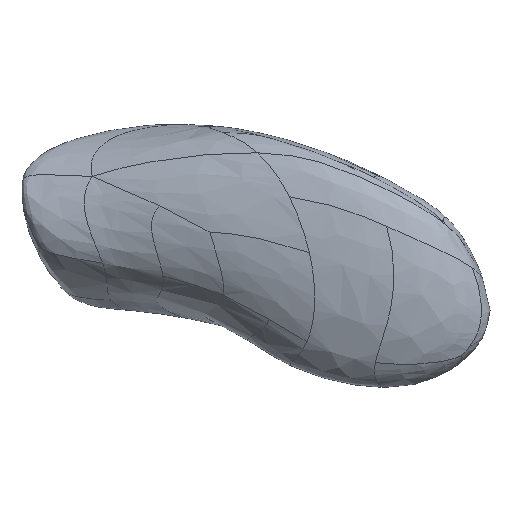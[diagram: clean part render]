
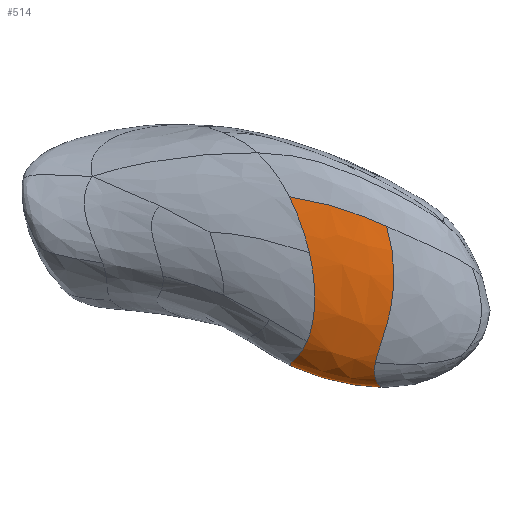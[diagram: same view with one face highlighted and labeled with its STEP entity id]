
A CAD part, left-side view. The second image highlights one B-rep face of the part: STEP entity #514.
In plain terms, the highlighted free-form (B-spline) face has degree [3, 3] with [4, 8] control points.
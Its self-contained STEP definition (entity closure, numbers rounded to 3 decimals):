
#45=FACE_OUTER_BOUND('',#76,.T.);
#76=EDGE_LOOP('',(#426,#427,#428,#429,#430,#431,#432));
#122=B_SPLINE_CURVE_WITH_KNOTS('',3,(#2446,#2447,#2448,#2449,#2450),
 .UNSPECIFIED.,.F.,.F.,(4,1,4),(-1.126,-0.75,-0.375),
 .UNSPECIFIED.);
#134=B_SPLINE_CURVE_WITH_KNOTS('',3,(#3044,#3045,#3046,#3047,#3048,#3049),
 .UNSPECIFIED.,.F.,.F.,(4,1,1,4),(0.,0.375,0.75,
1.126),.UNSPECIFIED.);
#138=B_SPLINE_CURVE_WITH_KNOTS('',3,(#3159,#3160,#3161,#3162),
 .UNSPECIFIED.,.F.,.F.,(4,4),(0.,0.75),.UNSPECIFIED.);
#141=B_SPLINE_CURVE_WITH_KNOTS('',3,(#3306,#3307,#3308,#3309),
 .UNSPECIFIED.,.F.,.F.,(4,4),(-0.375,0.),.UNSPECIFIED.);
#154=B_SPLINE_CURVE_WITH_KNOTS('',3,(#4002,#4003,#4004,#4005,#4006),
 .UNSPECIFIED.,.F.,.F.,(4,1,4),(1.126,1.876,2.251),
 .UNSPECIFIED.);
#156=B_SPLINE_CURVE_WITH_KNOTS('',3,(#4044,#4045,#4046,#4047,#4048,#4049),
 .UNSPECIFIED.,.F.,.F.,(4,1,1,4),(0.,0.375,0.75,
1.126),.UNSPECIFIED.);
#157=B_SPLINE_CURVE_WITH_KNOTS('',3,(#4050,#4051,#4052,#4053),
 .UNSPECIFIED.,.F.,.F.,(4,4),(0.375,1.126),
 .UNSPECIFIED.);
#188=VERTEX_POINT('',#2414);
#192=VERTEX_POINT('',#2441);
#201=VERTEX_POINT('',#3042);
#202=VERTEX_POINT('',#3043);
#204=VERTEX_POINT('',#3150);
#211=VERTEX_POINT('',#4001);
#212=VERTEX_POINT('',#4043);
#255=EDGE_CURVE('',#192,#188,#122,.T.);
#267=EDGE_CURVE('',#201,#202,#134,.T.);
#271=EDGE_CURVE('',#204,#201,#138,.T.);
#274=EDGE_CURVE('',#188,#204,#141,.T.);
#287=EDGE_CURVE('',#202,#211,#154,.T.);
#289=EDGE_CURVE('',#192,#212,#156,.T.);
#290=EDGE_CURVE('',#212,#211,#157,.T.);
#426=ORIENTED_EDGE('',*,*,#271,.F.);
#427=ORIENTED_EDGE('',*,*,#274,.F.);
#428=ORIENTED_EDGE('',*,*,#255,.F.);
#429=ORIENTED_EDGE('',*,*,#289,.T.);
#430=ORIENTED_EDGE('',*,*,#290,.T.);
#431=ORIENTED_EDGE('',*,*,#287,.F.);
#432=ORIENTED_EDGE('',*,*,#267,.F.);
#483=B_SPLINE_SURFACE_WITH_KNOTS('',3,3,((#4011,#4012,#4013,#4014,#4015,
#4016,#4017,#4018),(#4019,#4020,#4021,#4022,#4023,#4024,#4025,#4026),(#4027,
#4028,#4029,#4030,#4031,#4032,#4033,#4034),(#4035,#4036,#4037,#4038,#4039,
#4040,#4041,#4042)),.UNSPECIFIED.,.F.,.F.,.F.,(4,4),(4,1,1,1,1,4),(0.,0.75),
(0.,0.375,0.75,1.126,1.876,
2.251),.UNSPECIFIED.);
#514=ADVANCED_FACE('',(#45),#483,.F.);
#2414=CARTESIAN_POINT('',(193.305,173.979,-24.003));
#2441=CARTESIAN_POINT('',(196.869,174.47,-43.183));
#2446=CARTESIAN_POINT('Ctrl Pts',(196.869,174.47,-43.183));
#2447=CARTESIAN_POINT('Ctrl Pts',(195.702,173.573,-41.186));
#2448=CARTESIAN_POINT('Ctrl Pts',(193.822,172.419,-35.601));
#2449=CARTESIAN_POINT('Ctrl Pts',(193.207,173.069,-28.007));
#2450=CARTESIAN_POINT('Ctrl Pts',(193.305,173.979,-24.003));
#3042=CARTESIAN_POINT('',(193.206,157.364,-18.368));
#3043=CARTESIAN_POINT('',(196.223,159.808,-47.661));
#3044=CARTESIAN_POINT('Ctrl Pts',(193.206,157.364,-18.368));
#3045=CARTESIAN_POINT('Ctrl Pts',(192.602,156.061,-22.568));
#3046=CARTESIAN_POINT('Ctrl Pts',(192.237,155.274,-31.435));
#3047=CARTESIAN_POINT('Ctrl Pts',(193.632,157.688,-41.344));
#3048=CARTESIAN_POINT('Ctrl Pts',(195.322,159.45,-45.871));
#3049=CARTESIAN_POINT('Ctrl Pts',(196.223,159.808,-47.661));
#3150=CARTESIAN_POINT('',(194.87,178.298,-12.002));
#3159=CARTESIAN_POINT('Ctrl Pts',(194.87,178.298,-12.002));
#3160=CARTESIAN_POINT('Ctrl Pts',(193.52,168.663,-13.437));
#3161=CARTESIAN_POINT('Ctrl Pts',(193.144,162.294,-16.213));
#3162=CARTESIAN_POINT('Ctrl Pts',(193.206,157.364,-18.368));
#3306=CARTESIAN_POINT('Ctrl Pts',(193.305,173.979,-24.003));
#3307=CARTESIAN_POINT('Ctrl Pts',(193.404,174.889,-19.998));
#3308=CARTESIAN_POINT('Ctrl Pts',(193.908,176.384,-15.786));
#3309=CARTESIAN_POINT('Ctrl Pts',(194.87,178.298,-12.002));
#4001=CARTESIAN_POINT('',(205.975,156.009,-51.932));
#4002=CARTESIAN_POINT('Ctrl Pts',(196.223,159.808,-47.661));
#4003=CARTESIAN_POINT('Ctrl Pts',(198.024,160.523,-51.241));
#4004=CARTESIAN_POINT('Ctrl Pts',(201.061,158.459,-53.768));
#4005=CARTESIAN_POINT('Ctrl Pts',(204.761,156.797,-52.684));
#4006=CARTESIAN_POINT('Ctrl Pts',(205.975,156.009,-51.932));
#4011=CARTESIAN_POINT('Ctrl Pts',(194.87,178.298,-12.002));
#4012=CARTESIAN_POINT('Ctrl Pts',(193.908,176.384,-15.786));
#4013=CARTESIAN_POINT('Ctrl Pts',(192.899,173.393,-24.211));
#4014=CARTESIAN_POINT('Ctrl Pts',(193.822,172.419,-35.601));
#4015=CARTESIAN_POINT('Ctrl Pts',(197.582,174.726,-46.771));
#4016=CARTESIAN_POINT('Ctrl Pts',(204.067,180.886,-48.39));
#4017=CARTESIAN_POINT('Ctrl Pts',(207.628,174.57,-48.936));
#4018=CARTESIAN_POINT('Ctrl Pts',(208.695,171.979,-48.737));
#4019=CARTESIAN_POINT('Ctrl Pts',(193.52,168.663,-13.437));
#4020=CARTESIAN_POINT('Ctrl Pts',(192.753,167.247,-17.656));
#4021=CARTESIAN_POINT('Ctrl Pts',(192.176,165.828,-26.915));
#4022=CARTESIAN_POINT('Ctrl Pts',(193.487,166.752,-38.355));
#4023=CARTESIAN_POINT('Ctrl Pts',(197.237,170.074,-49.261));
#4024=CARTESIAN_POINT('Ctrl Pts',(202.639,173.57,-52.024));
#4025=CARTESIAN_POINT('Ctrl Pts',(206.341,168.55,-51.489));
#4026=CARTESIAN_POINT('Ctrl Pts',(207.499,166.468,-50.913));
#4027=CARTESIAN_POINT('Ctrl Pts',(193.144,162.294,-16.213));
#4028=CARTESIAN_POINT('Ctrl Pts',(192.446,160.944,-20.47));
#4029=CARTESIAN_POINT('Ctrl Pts',(191.977,159.949,-29.594));
#4030=CARTESIAN_POINT('Ctrl Pts',(193.431,161.713,-40.171));
#4031=CARTESIAN_POINT('Ctrl Pts',(197.074,165.043,-50.1));
#4032=CARTESIAN_POINT('Ctrl Pts',(201.515,164.795,-53.73));
#4033=CARTESIAN_POINT('Ctrl Pts',(205.309,161.751,-52.673));
#4034=CARTESIAN_POINT('Ctrl Pts',(206.538,160.428,-51.913));
#4035=CARTESIAN_POINT('Ctrl Pts',(193.206,157.364,-18.368));
#4036=CARTESIAN_POINT('Ctrl Pts',(192.602,156.061,-22.568));
#4037=CARTESIAN_POINT('Ctrl Pts',(192.237,155.274,-31.435));
#4038=CARTESIAN_POINT('Ctrl Pts',(193.632,157.688,-41.344));
#4039=CARTESIAN_POINT('Ctrl Pts',(197.012,161.211,-50.399));
#4040=CARTESIAN_POINT('Ctrl Pts',(201.061,158.459,-53.768));
#4041=CARTESIAN_POINT('Ctrl Pts',(204.761,156.797,-52.684));
#4042=CARTESIAN_POINT('Ctrl Pts',(205.975,156.009,-51.932));
#4043=CARTESIAN_POINT('',(208.695,171.979,-48.737));
#4044=CARTESIAN_POINT('Ctrl Pts',(196.869,174.47,-43.183));
#4045=CARTESIAN_POINT('Ctrl Pts',(198.036,175.368,-45.179));
#4046=CARTESIAN_POINT('Ctrl Pts',(200.824,177.806,-47.581));
#4047=CARTESIAN_POINT('Ctrl Pts',(205.254,178.781,-48.572));
#4048=CARTESIAN_POINT('Ctrl Pts',(207.628,174.57,-48.936));
#4049=CARTESIAN_POINT('Ctrl Pts',(208.695,171.979,-48.737));
#4050=CARTESIAN_POINT('Ctrl Pts',(208.695,171.979,-48.737));
#4051=CARTESIAN_POINT('Ctrl Pts',(207.499,166.468,-50.913));
#4052=CARTESIAN_POINT('Ctrl Pts',(206.538,160.428,-51.913));
#4053=CARTESIAN_POINT('Ctrl Pts',(205.975,156.009,-51.932));
